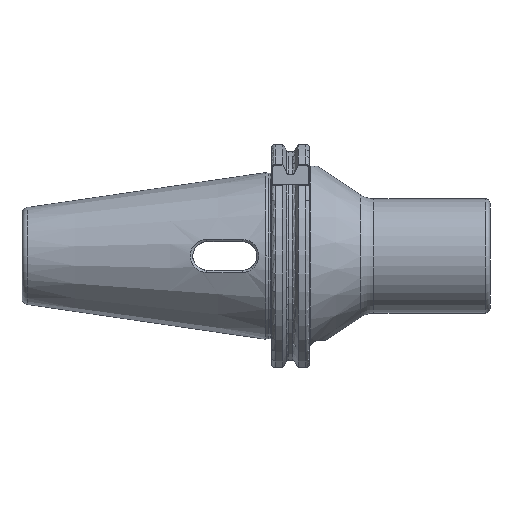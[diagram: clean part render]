
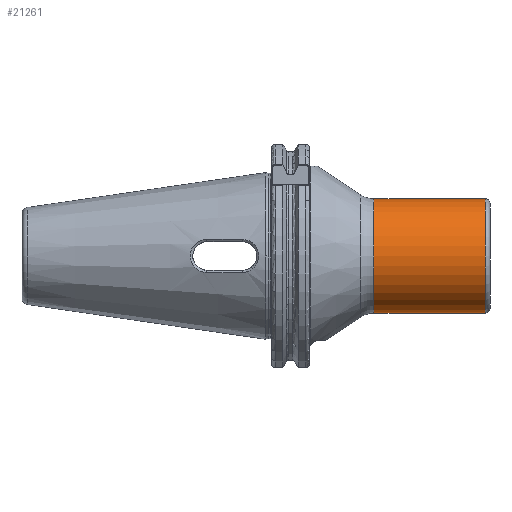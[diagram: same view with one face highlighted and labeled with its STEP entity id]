
A CAD part, front view. The second image highlights one B-rep face of the part: STEP entity #21261.
In plain terms, the highlighted cylindrical face has radius 24 mm (diameter 48 mm), a partial arc.
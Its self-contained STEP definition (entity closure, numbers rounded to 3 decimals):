
#14 = EDGE_CURVE ( 'NONE', #15189, #15178, #2471, .T. ) ;
#1506 = CIRCLE ( 'NONE', #14544, 24. ) ;
#1684 = FACE_OUTER_BOUND ( 'NONE', #14848, .T. ) ;
#1692 = CYLINDRICAL_SURFACE ( 'NONE', #14618, 24. ) ;
#1908 = LINE ( 'NONE', #5002, #1918 ) ;
#1918 = VECTOR ( 'NONE', #5005, 1000. ) ;
#1956 = LINE ( 'NONE', #19315, #1957 ) ;
#1957 = VECTOR ( 'NONE', #19353, 1000. ) ;
#2471 = CIRCLE ( 'NONE', #15688, 24. ) ;
#5002 = CARTESIAN_POINT ( 'NONE',  ( -110.94, 0., -24. ) ) ;
#5005 = DIRECTION ( 'NONE',  ( -1., 0., 0. ) ) ;
#5587 = EDGE_CURVE ( 'NONE', #15189, #15175, #1908, .T. ) ;
#5635 = EDGE_CURVE ( 'NONE', #15178, #15229, #1956, .T. ) ;
#5787 = EDGE_CURVE ( 'NONE', #15229, #15175, #1506, .T. ) ;
#6027 = DIRECTION ( 'NONE',  ( -1., 0., 0. ) ) ;
#6034 = CARTESIAN_POINT ( 'NONE',  ( 89.8, 0., 0. ) ) ;
#6078 = DIRECTION ( 'NONE',  ( 0., 0., 1. ) ) ;
#7335 = ORIENTED_EDGE ( 'NONE', *, *, #5787, .T. ) ;
#7374 = ORIENTED_EDGE ( 'NONE', *, *, #14, .T. ) ;
#7398 = ORIENTED_EDGE ( 'NONE', *, *, #5635, .T. ) ;
#7433 = ORIENTED_EDGE ( 'NONE', *, *, #5587, .F. ) ;
#11274 = DIRECTION ( 'NONE',  ( 0., 0., 1. ) ) ;
#11295 = DIRECTION ( 'NONE',  ( 1., 0., 0. ) ) ;
#11305 = CARTESIAN_POINT ( 'NONE',  ( 43.017, 0., 0. ) ) ;
#11847 = CARTESIAN_POINT ( 'NONE',  ( 89.8, 0., -24. ) ) ;
#11862 = CARTESIAN_POINT ( 'NONE',  ( 89.8, 0., 24. ) ) ;
#11880 = CARTESIAN_POINT ( 'NONE',  ( 43.017, 0., -24. ) ) ;
#11920 = CARTESIAN_POINT ( 'NONE',  ( 43.017, 0., 24. ) ) ;
#14544 = AXIS2_PLACEMENT_3D ( 'NONE', #11305, #11295, #11274 ) ;
#14618 = AXIS2_PLACEMENT_3D ( 'NONE', #17821, #17856, #17833 ) ;
#14848 = EDGE_LOOP ( 'NONE', ( #7433, #7374, #7398, #7335 ) ) ;
#15175 = VERTEX_POINT ( 'NONE', #11880 ) ;
#15178 = VERTEX_POINT ( 'NONE', #11862 ) ;
#15189 = VERTEX_POINT ( 'NONE', #11847 ) ;
#15229 = VERTEX_POINT ( 'NONE', #11920 ) ;
#15688 = AXIS2_PLACEMENT_3D ( 'NONE', #6034, #6027, #6078 ) ;
#17821 = CARTESIAN_POINT ( 'NONE',  ( -110.94, 0., 0. ) ) ;
#17833 = DIRECTION ( 'NONE',  ( 0., 0., 1. ) ) ;
#17856 = DIRECTION ( 'NONE',  ( -1., 0., 0. ) ) ;
#19315 = CARTESIAN_POINT ( 'NONE',  ( -110.94, 0., 24. ) ) ;
#19353 = DIRECTION ( 'NONE',  ( -1., 0., 0. ) ) ;
#21261 = ADVANCED_FACE ( 'NONE', ( #1684 ), #1692, .T. ) ;
